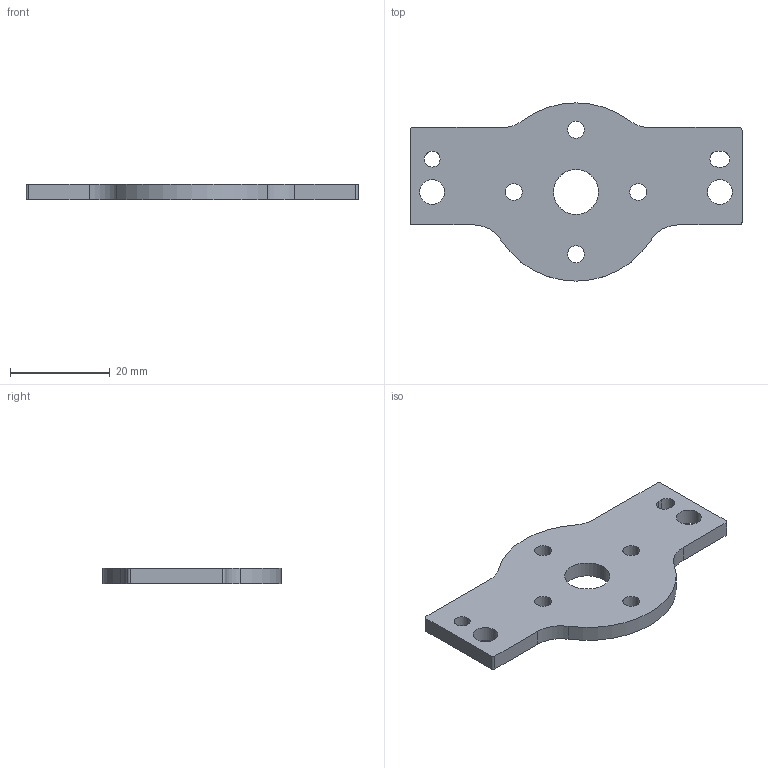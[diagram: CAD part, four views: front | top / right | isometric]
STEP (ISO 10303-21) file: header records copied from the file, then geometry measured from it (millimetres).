
FILE_DESCRIPTION (( 'STEP AP214' ), '1' );
FILE_NAME ('GHL-1-20014.STEP', '2024-05-31T17:13:51', ( '' ), ( '' ), 'SwSTEP 2.0', 'SolidWorks 2023', '' );
FILE_SCHEMA (( 'AUTOMOTIVE_DESIGN' ));
Length unit declared in the file: inch
Products named in the file (1): GHL-1-20014
Bounding box: 66.67 x 35.8 x 3.17 mm (x, y, z)
Volume: 4788.4 mm3; surface area: 3986.8 mm2
Topology: 1 solids, 1 shells, 39 faces, 111 edges, 74 vertices
Faces by surface type: cylinder 29, plane 10
Entity records: 1366 total; most frequent: DIRECTION 249, CARTESIAN_POINT 225, ORIENTED_EDGE 222, EDGE_CURVE 111, AXIS2_PLACEMENT_3D 98, VERTEX_POINT 74, CIRCLE 58, EDGE_LOOP 57
